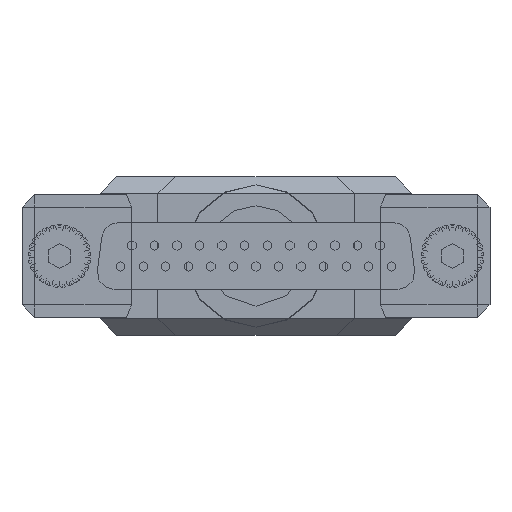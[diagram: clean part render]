
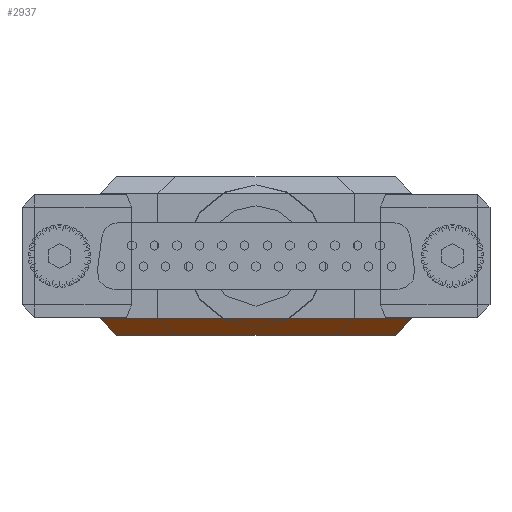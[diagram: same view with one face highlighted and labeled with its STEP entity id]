
A CAD part, front view. The second image highlights one B-rep face of the part: STEP entity #2937.
In plain terms, the highlighted planar face has unit normal (0, -0.707, -0.707).
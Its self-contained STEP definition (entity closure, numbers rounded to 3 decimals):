
#743 = ORIENTED_EDGE ( 'NONE', *, *, #2376, .F. ) ;
#767 = ORIENTED_EDGE ( 'NONE', *, *, #2302, .T. ) ;
#771 = ORIENTED_EDGE ( 'NONE', *, *, #2097, .F. ) ;
#781 = ORIENTED_EDGE ( 'NONE', *, *, #2357, .F. ) ;
#2097 = EDGE_CURVE ( 'NONE', #10863, #10827, #3390, .T. ) ;
#2302 = EDGE_CURVE ( 'NONE', #10863, #11009, #3716, .T. ) ;
#2357 = EDGE_CURVE ( 'NONE', #10827, #10998, #3813, .T. ) ;
#2376 = EDGE_CURVE ( 'NONE', #10998, #11009, #3799, .T. ) ;
#2937 = ADVANCED_FACE ( 'NONE', ( #7390 ), #6561, .T. ) ;
#3382 = VECTOR ( 'NONE', #4427, 1000. ) ;
#3390 = LINE ( 'NONE', #4430, #3382 ) ;
#3683 = VECTOR ( 'NONE', #5059, 1000. ) ;
#3716 = LINE ( 'NONE', #5046, #3683 ) ;
#3799 = LINE ( 'NONE', #5252, #3837 ) ;
#3813 = LINE ( 'NONE', #5201, #3825 ) ;
#3825 = VECTOR ( 'NONE', #5199, 1000. ) ;
#3837 = VECTOR ( 'NONE', #5247, 1000. ) ;
#4427 = DIRECTION ( 'NONE',  ( 1., 0., 0. ) ) ;
#4430 = CARTESIAN_POINT ( 'NONE',  ( 18.65, 0., -7.5 ) ) ;
#5046 = CARTESIAN_POINT ( 'NONE',  ( -18.65, 0., -7.5 ) ) ;
#5059 = DIRECTION ( 'NONE',  ( 0.577, 0.577, -0.577 ) ) ;
#5199 = DIRECTION ( 'NONE',  ( -0.577, 0.577, -0.577 ) ) ;
#5201 = CARTESIAN_POINT ( 'NONE',  ( 3.1, 15.55, -23.05 ) ) ;
#5247 = DIRECTION ( 'NONE',  ( -1., 0., 0. ) ) ;
#5252 = CARTESIAN_POINT ( 'NONE',  ( -18.65, 2., -9.5 ) ) ;
#6549 = CARTESIAN_POINT ( 'NONE',  ( -28., 0., -7.5 ) ) ;
#6560 = DIRECTION ( 'NONE',  ( 0., 0.707, -0.707 ) ) ;
#6561 = PLANE ( 'NONE',  #7049 ) ;
#6569 = DIRECTION ( 'NONE',  ( 0., -0.707, -0.707 ) ) ;
#7049 = AXIS2_PLACEMENT_3D ( 'NONE', #6549, #6569, #6560 ) ;
#7390 = FACE_OUTER_BOUND ( 'NONE', #9136, .T. ) ;
#7702 = CARTESIAN_POINT ( 'NONE',  ( -18.65, 0., -7.5 ) ) ;
#7706 = CARTESIAN_POINT ( 'NONE',  ( 18.65, 0., -7.5 ) ) ;
#7837 = CARTESIAN_POINT ( 'NONE',  ( -16.65, 2., -9.5 ) ) ;
#7869 = CARTESIAN_POINT ( 'NONE',  ( 16.65, 2., -9.5 ) ) ;
#9136 = EDGE_LOOP ( 'NONE', ( #767, #743, #781, #771 ) ) ;
#10827 = VERTEX_POINT ( 'NONE', #7706 ) ;
#10863 = VERTEX_POINT ( 'NONE', #7702 ) ;
#10998 = VERTEX_POINT ( 'NONE', #7869 ) ;
#11009 = VERTEX_POINT ( 'NONE', #7837 ) ;
